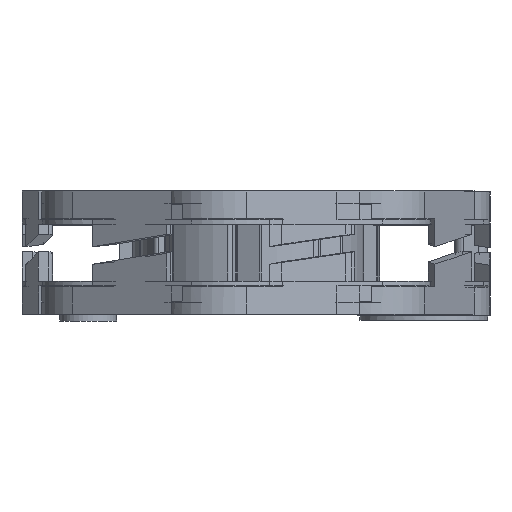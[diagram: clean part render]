
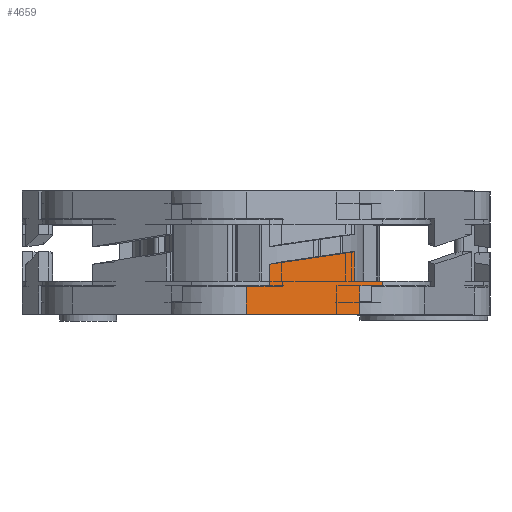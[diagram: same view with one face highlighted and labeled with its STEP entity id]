
A CAD part, left-side view. The second image highlights one B-rep face of the part: STEP entity #4659.
In plain terms, the highlighted planar face has unit normal (-0.96, -0.28, 0).
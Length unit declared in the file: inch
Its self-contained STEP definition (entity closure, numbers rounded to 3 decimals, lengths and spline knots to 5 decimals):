
#684 = EDGE_CURVE ( 'NONE', #70423, #37540, #61752, .T. ) ;
#1350 = DIRECTION ( 'NONE',  ( 0., 0., -1. ) ) ;
#1731 = VECTOR ( 'NONE', #12915, 39.37008 ) ;
#2240 = PLANE ( 'NONE',  #19115 ) ;
#2319 = ORIENTED_EDGE ( 'NONE', *, *, #23125, .T. ) ;
#4659 = ADVANCED_FACE ( 'NONE', ( #31907 ), #2240, .T. ) ;
#4896 = VECTOR ( 'NONE', #44560, 39.37008 ) ;
#5681 = CARTESIAN_POINT ( 'NONE',  ( -1.09701, 0.16862, -0.25197 ) ) ;
#6287 = LINE ( 'NONE', #55064, #1731 ) ;
#6866 = LINE ( 'NONE', #52938, #63375 ) ;
#8265 = CARTESIAN_POINT ( 'NONE',  ( -1.17959, 0.45212, -0.25197 ) ) ;
#8624 = VERTEX_POINT ( 'NONE', #71466 ) ;
#8908 = VERTEX_POINT ( 'NONE', #52646 ) ;
#9693 = ORIENTED_EDGE ( 'NONE', *, *, #684, .T. ) ;
#10796 = VECTOR ( 'NONE', #65143, 39.37008 ) ;
#11520 = ORIENTED_EDGE ( 'NONE', *, *, #77008, .T. ) ;
#12602 = LINE ( 'NONE', #35659, #41839 ) ;
#12915 = DIRECTION ( 'NONE',  ( 0.28, -0.96, 0. ) ) ;
#13489 = VECTOR ( 'NONE', #1350, 39.37008 ) ;
#13517 = DIRECTION ( 'NONE',  ( 0., 0., 1. ) ) ;
#15256 = EDGE_LOOP ( 'NONE', ( #65900, #38153, #44758, #2319, #11520, #54319, #9693, #69604, #53060, #29939 ) ) ;
#16737 = CARTESIAN_POINT ( 'NONE',  ( -1.26217, 0.73561, -0.13386 ) ) ;
#17781 = LINE ( 'NONE', #5681, #13489 ) ;
#17836 = VERTEX_POINT ( 'NONE', #33140 ) ;
#18226 = CARTESIAN_POINT ( 'NONE',  ( -1.26217, 0.73561, -0.25197 ) ) ;
#19115 = AXIS2_PLACEMENT_3D ( 'NONE', #26030, #32686, #56500 ) ;
#21204 = VECTOR ( 'NONE', #64869, 39.37008 ) ;
#21625 = LINE ( 'NONE', #74354, #56243 ) ;
#23125 = EDGE_CURVE ( 'NONE', #17836, #8908, #6866, .T. ) ;
#24302 = CARTESIAN_POINT ( 'NONE',  ( -1.12479, 0.264, -0.13386 ) ) ;
#26030 = CARTESIAN_POINT ( 'NONE',  ( -1.26217, 0.73561, 0.25984 ) ) ;
#26942 = CARTESIAN_POINT ( 'NONE',  ( -1.26217, 0.73561, -0.13583 ) ) ;
#27417 = DIRECTION ( 'NONE',  ( -0.28, 0.96, 0. ) ) ;
#29280 = VERTEX_POINT ( 'NONE', #36597 ) ;
#29585 = LINE ( 'NONE', #16737, #10796 ) ;
#29939 = ORIENTED_EDGE ( 'NONE', *, *, #44172, .F. ) ;
#31907 = FACE_OUTER_BOUND ( 'NONE', #15256, .T. ) ;
#32686 = DIRECTION ( 'NONE',  ( -0.96, -0.28, 0. ) ) ;
#33000 = VECTOR ( 'NONE', #13517, 39.37008 ) ;
#33140 = CARTESIAN_POINT ( 'NONE',  ( -1.23439, 0.64024, -0.04418 ) ) ;
#35209 = LINE ( 'NONE', #69196, #21204 ) ;
#35481 = CARTESIAN_POINT ( 'NONE',  ( -1.26217, 0.73561, -0.25197 ) ) ;
#35659 = CARTESIAN_POINT ( 'NONE',  ( -1.13158, 0.28731, 0.25984 ) ) ;
#36597 = CARTESIAN_POINT ( 'NONE',  ( -1.13158, 0.28731, 0.00748 ) ) ;
#37540 = VERTEX_POINT ( 'NONE', #62202 ) ;
#38153 = ORIENTED_EDGE ( 'NONE', *, *, #63557, .T. ) ;
#41107 = DIRECTION ( 'NONE',  ( 0., 0., 1. ) ) ;
#41839 = VECTOR ( 'NONE', #41107, 39.37008 ) ;
#42823 = VERTEX_POINT ( 'NONE', #53646 ) ;
#44172 = EDGE_CURVE ( 'NONE', #8624, #58291, #17781, .T. ) ;
#44560 = DIRECTION ( 'NONE',  ( 0.28, -0.96, 0. ) ) ;
#44758 = ORIENTED_EDGE ( 'NONE', *, *, #69522, .T. ) ;
#45826 = DIRECTION ( 'NONE',  ( -0.277, 0.951, -0.139 ) ) ;
#47053 = EDGE_CURVE ( 'NONE', #37540, #69588, #35209, .T. ) ;
#51248 = LINE ( 'NONE', #75439, #65166 ) ;
#52646 = CARTESIAN_POINT ( 'NONE',  ( -1.23439, 0.64024, -0.13583 ) ) ;
#52938 = CARTESIAN_POINT ( 'NONE',  ( -1.23439, 0.64024, 0.25984 ) ) ;
#53060 = ORIENTED_EDGE ( 'NONE', *, *, #64504, .T. ) ;
#53646 = CARTESIAN_POINT ( 'NONE',  ( -1.13158, 0.28731, -0.11417 ) ) ;
#54319 = ORIENTED_EDGE ( 'NONE', *, *, #55545, .F. ) ;
#54904 = EDGE_CURVE ( 'NONE', #42823, #8624, #6287, .T. ) ;
#55064 = CARTESIAN_POINT ( 'NONE',  ( -1.17959, 0.45212, -0.11417 ) ) ;
#55545 = EDGE_CURVE ( 'NONE', #70423, #56520, #67010, .T. ) ;
#56243 = VECTOR ( 'NONE', #45826, 39.37008 ) ;
#56500 = DIRECTION ( 'NONE',  ( 0., 0., -1. ) ) ;
#56520 = VERTEX_POINT ( 'NONE', #26942 ) ;
#57312 = CARTESIAN_POINT ( 'NONE',  ( -1.09701, 0.16862, -0.13386 ) ) ;
#58291 = VERTEX_POINT ( 'NONE', #57312 ) ;
#61752 = LINE ( 'NONE', #8265, #4896 ) ;
#62202 = CARTESIAN_POINT ( 'NONE',  ( -1.12479, 0.264, -0.25197 ) ) ;
#63375 = VECTOR ( 'NONE', #70906, 39.37008 ) ;
#63557 = EDGE_CURVE ( 'NONE', #42823, #29280, #12602, .T. ) ;
#64504 = EDGE_CURVE ( 'NONE', #69588, #58291, #29585, .T. ) ;
#64869 = DIRECTION ( 'NONE',  ( 0., 0., 1. ) ) ;
#65143 = DIRECTION ( 'NONE',  ( 0.28, -0.96, 0. ) ) ;
#65166 = VECTOR ( 'NONE', #27417, 39.37008 ) ;
#65900 = ORIENTED_EDGE ( 'NONE', *, *, #54904, .F. ) ;
#67010 = LINE ( 'NONE', #18226, #33000 ) ;
#69196 = CARTESIAN_POINT ( 'NONE',  ( -1.12479, 0.264, 0.25984 ) ) ;
#69522 = EDGE_CURVE ( 'NONE', #29280, #17836, #21625, .T. ) ;
#69588 = VERTEX_POINT ( 'NONE', #24302 ) ;
#69604 = ORIENTED_EDGE ( 'NONE', *, *, #47053, .T. ) ;
#70423 = VERTEX_POINT ( 'NONE', #35481 ) ;
#70906 = DIRECTION ( 'NONE',  ( 0., 0., -1. ) ) ;
#71466 = CARTESIAN_POINT ( 'NONE',  ( -1.09701, 0.16862, -0.11417 ) ) ;
#74354 = CARTESIAN_POINT ( 'NONE',  ( -1.13158, 0.28731, 0.00748 ) ) ;
#75439 = CARTESIAN_POINT ( 'NONE',  ( -1.26217, 0.73561, -0.13583 ) ) ;
#77008 = EDGE_CURVE ( 'NONE', #8908, #56520, #51248, .T. ) ;
